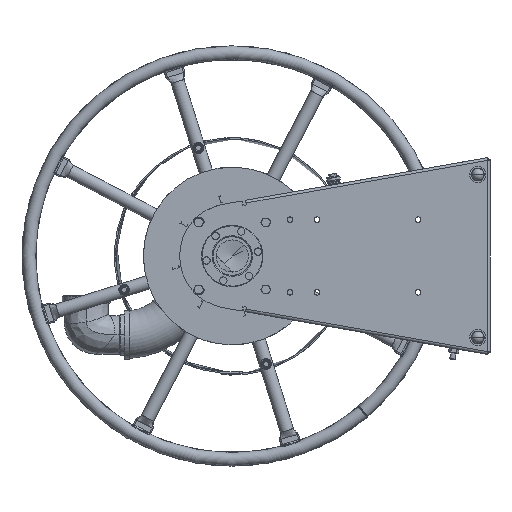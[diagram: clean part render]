
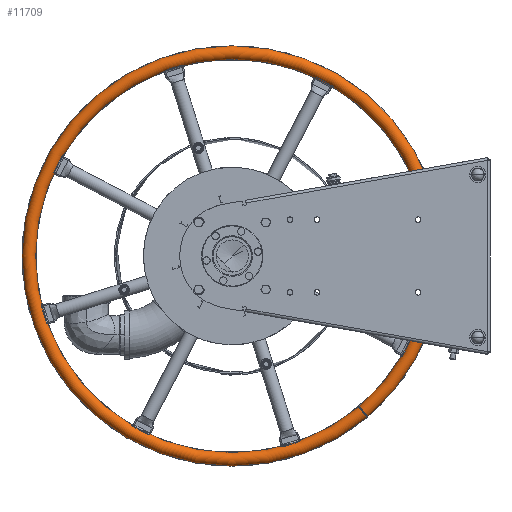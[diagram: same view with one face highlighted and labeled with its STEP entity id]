
A CAD part, left-side view. The second image highlights one B-rep face of the part: STEP entity #11709.
In plain terms, the highlighted toroidal (fillet/blend) face has major radius 300 mm and minor radius 10 mm.
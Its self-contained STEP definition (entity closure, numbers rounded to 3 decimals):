
#11579=CARTESIAN_POINT('',(-222.5,-192.418,-230.164));
#11580=DIRECTION('',(0.,0.767,-0.641));
#11581=DIRECTION('',(0.,-0.641,-0.767));
#11582=AXIS2_PLACEMENT_3D('',#11579,#11580,#11581);
#11594=CARTESIAN_POINT('',(-222.5,0.,0.));
#11595=DIRECTION('',(1.,0.,0.));
#11596=DIRECTION('',(0.,-0.641,-0.767));
#11597=AXIS2_PLACEMENT_3D('',#11594,#11595,#11596);
#11599=CARTESIAN_POINT('',(-222.5,0.,0.));
#11600=DIRECTION('',(1.,0.,0.));
#11601=DIRECTION('',(0.,-0.641,-0.767));
#11602=AXIS2_PLACEMENT_3D('',#11599,#11600,#11601);
#11609=CARTESIAN_POINT('',(-222.5,-193.62,-229.153));
#11610=DIRECTION('',(0.,0.764,-0.645));
#11611=DIRECTION('',(0.,-0.645,-0.764));
#11612=AXIS2_PLACEMENT_3D('',#11609,#11610,#11611);
#11624=CARTESIAN_POINT('',(-222.5,-186.004,-222.492));
#11625=CARTESIAN_POINT('',(-222.5,-198.832,-237.836));
#11626=VERTEX_POINT('',#11624);
#11627=VERTEX_POINT('',#11625);
#11632=CARTESIAN_POINT('',(-222.5,-187.166,-221.515));
#11633=CARTESIAN_POINT('',(-222.5,-200.074,-236.792));
#11634=VERTEX_POINT('',#11632);
#11635=VERTEX_POINT('',#11633);
#11697=CARTESIAN_POINT('',(-222.5,0.,0.));
#11698=DIRECTION('',(1.,0.,0.));
#11699=DIRECTION('',(0.,0.641,0.767));
#11700=AXIS2_PLACEMENT_3D('',#11697,#11698,#11699);
#11701=TOROIDAL_SURFACE('',#11700,300.,10.);
#11702=ORIENTED_EDGE('',*,*,#11647,.F.);
#11703=ORIENTED_EDGE('',*,*,#11680,.T.);
#11705=ORIENTED_EDGE('',*,*,#11704,.T.);
#11706=ORIENTED_EDGE('',*,*,#11676,.F.);
#11707=EDGE_LOOP('',(#11702,#11703,#11705,#11706));
#11708=FACE_OUTER_BOUND('',#11707,.F.);
#11583=CIRCLE('',#11582,10.);
#11598=CIRCLE('',#11597,290.);
#11603=CIRCLE('',#11602,310.);
#11613=CIRCLE('',#11612,10.);
#11647=EDGE_CURVE('',#11627,#11626,#11583,.T.);
#11676=EDGE_CURVE('',#11626,#11634,#11598,.T.);
#11680=EDGE_CURVE('',#11627,#11635,#11603,.T.);
#11704=EDGE_CURVE('',#11635,#11634,#11613,.T.);
#11709=ADVANCED_FACE('',(#11708),#11701,.T.);
